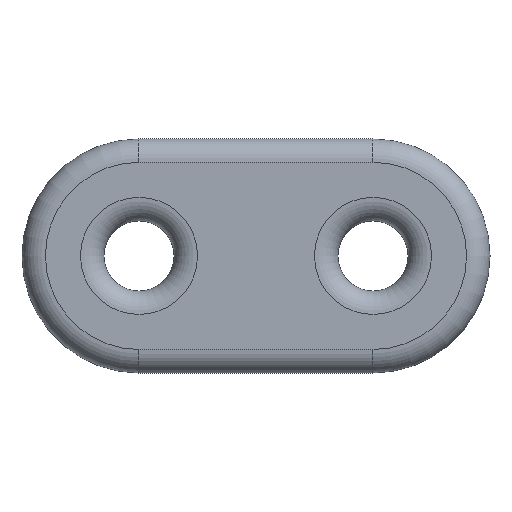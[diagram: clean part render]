
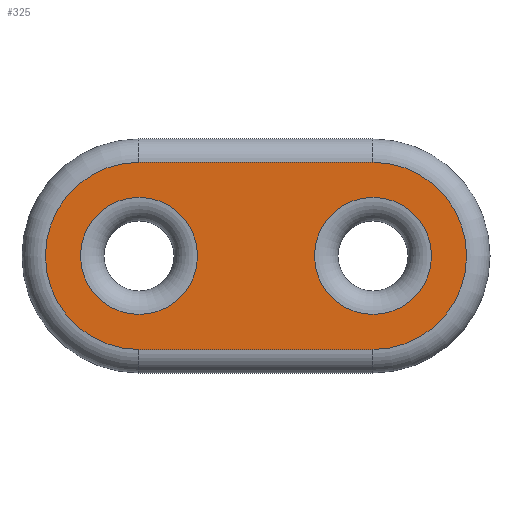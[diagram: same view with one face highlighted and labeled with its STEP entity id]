
A CAD part, top view. The second image highlights one B-rep face of the part: STEP entity #325.
In plain terms, the highlighted planar face has unit normal (0, 0, 1).
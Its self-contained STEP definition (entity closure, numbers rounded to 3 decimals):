
#17=FACE_BOUND('',#98,.T.);
#18=FACE_BOUND('',#99,.T.);
#22=PLANE('',#387);
#33=LINE('',#589,#47);
#35=LINE('',#597,#49);
#47=VECTOR('',#483,10.);
#49=VECTOR('',#495,10.);
#75=FACE_OUTER_BOUND('',#97,.T.);
#97=EDGE_LOOP('',(#281,#282,#283,#284));
#98=EDGE_LOOP('',(#285));
#99=EDGE_LOOP('',(#286));
#126=CIRCLE('',#378,2.);
#129=CIRCLE('',#383,2.);
#131=CIRCLE('',#388,1.25);
#132=CIRCLE('',#389,1.25);
#156=VERTEX_POINT('',#580);
#157=VERTEX_POINT('',#582);
#159=VERTEX_POINT('',#587);
#160=VERTEX_POINT('',#592);
#161=VERTEX_POINT('',#601);
#162=VERTEX_POINT('',#603);
#196=EDGE_CURVE('',#157,#156,#126,.T.);
#198=EDGE_CURVE('',#159,#157,#33,.T.);
#201=EDGE_CURVE('',#160,#159,#129,.T.);
#203=EDGE_CURVE('',#156,#160,#35,.T.);
#205=EDGE_CURVE('',#161,#161,#131,.T.);
#206=EDGE_CURVE('',#162,#162,#132,.T.);
#281=ORIENTED_EDGE('',*,*,#196,.F.);
#282=ORIENTED_EDGE('',*,*,#198,.F.);
#283=ORIENTED_EDGE('',*,*,#201,.F.);
#284=ORIENTED_EDGE('',*,*,#203,.F.);
#285=ORIENTED_EDGE('',*,*,#205,.F.);
#286=ORIENTED_EDGE('',*,*,#206,.F.);
#325=ADVANCED_FACE('',(#75,#17,#18),#22,.T.);
#378=AXIS2_PLACEMENT_3D('',#584,#477,#478);
#383=AXIS2_PLACEMENT_3D('',#594,#489,#490);
#387=AXIS2_PLACEMENT_3D('',#600,#499,#500);
#388=AXIS2_PLACEMENT_3D('',#602,#501,#502);
#389=AXIS2_PLACEMENT_3D('',#604,#503,#504);
#477=DIRECTION('center_axis',(0.,0.,-1.));
#478=DIRECTION('ref_axis',(-1.,0.,0.));
#483=DIRECTION('',(-1.,0.,0.));
#489=DIRECTION('center_axis',(0.,0.,-1.));
#490=DIRECTION('ref_axis',(1.,0.,0.));
#495=DIRECTION('',(1.,0.,0.));
#499=DIRECTION('center_axis',(0.,0.,1.));
#500=DIRECTION('ref_axis',(1.,0.,0.));
#501=DIRECTION('center_axis',(0.,0.,1.));
#502=DIRECTION('ref_axis',(1.,0.,0.));
#503=DIRECTION('center_axis',(0.,0.,1.));
#504=DIRECTION('ref_axis',(1.,0.,0.));
#580=CARTESIAN_POINT('',(-15.,-10.5,2.));
#582=CARTESIAN_POINT('',(-15.,-14.5,2.));
#584=CARTESIAN_POINT('Origin',(-15.,-12.5,2.));
#587=CARTESIAN_POINT('',(-10.,-14.5,2.));
#589=CARTESIAN_POINT('',(-13.75,-14.5,2.));
#592=CARTESIAN_POINT('',(-10.,-10.5,2.));
#594=CARTESIAN_POINT('Origin',(-10.,-12.5,2.));
#597=CARTESIAN_POINT('',(-11.25,-10.5,2.));
#600=CARTESIAN_POINT('Origin',(-12.5,-12.5,2.));
#601=CARTESIAN_POINT('',(-13.75,-12.5,2.));
#602=CARTESIAN_POINT('Origin',(-15.,-12.5,2.));
#603=CARTESIAN_POINT('',(-8.75,-12.5,2.));
#604=CARTESIAN_POINT('Origin',(-10.,-12.5,2.));
